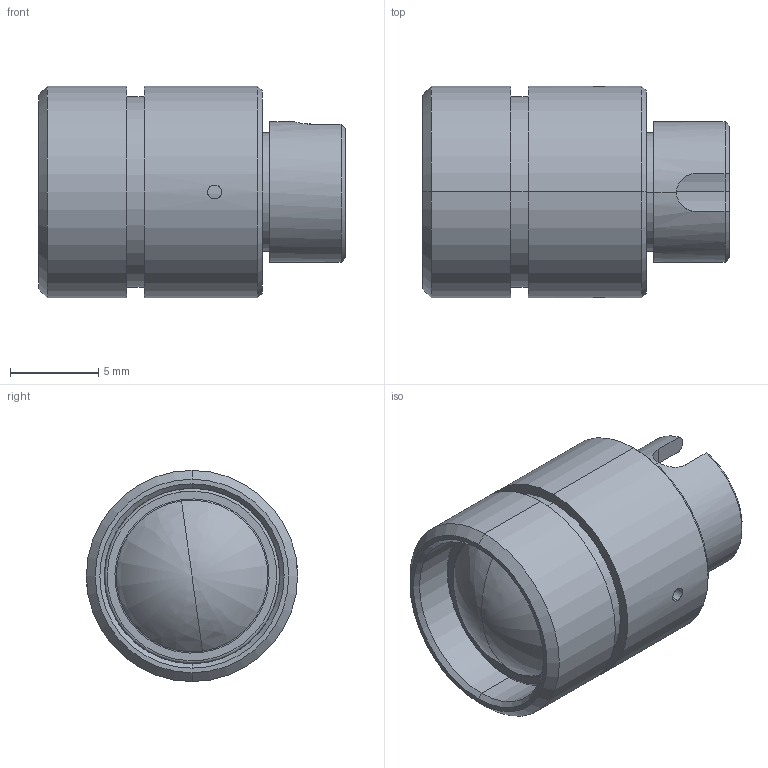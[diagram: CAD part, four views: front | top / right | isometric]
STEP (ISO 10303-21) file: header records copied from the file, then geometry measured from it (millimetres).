
FILE_DESCRIPTION (( 'STEP AP203' ), '1' );
FILE_NAME ('Web Model 64783_64783.step', '2019-07-01T13:54:35', ( '' ), ( '' ), 'SwSTEP 2.0', 'SolidWorks 2018', '' );
FILE_SCHEMA (( 'CONFIG_CONTROL_DESIGN' ));
Length unit declared in the file: millimetre
Products named in the file (1): Web Model 64783_64783
Bounding box: 17.43 x 12 x 12 mm (x, y, z)
Volume: 1192.9 mm3; surface area: 2081.3 mm2
Topology: 5 solids, 5 shells, 95 faces, 204 edges, 127 vertices
Faces by surface type: cylinder 45, plane 23, cone 17, torus 6, bspline 4
Entity records: 3756 total; most frequent: CARTESIAN_POINT 1567, DIRECTION 477, ORIENTED_EDGE 400, AXIS2_PLACEMENT_3D 205, EDGE_CURVE 200, VERTEX_POINT 127, EDGE_LOOP 119, CIRCLE 113
